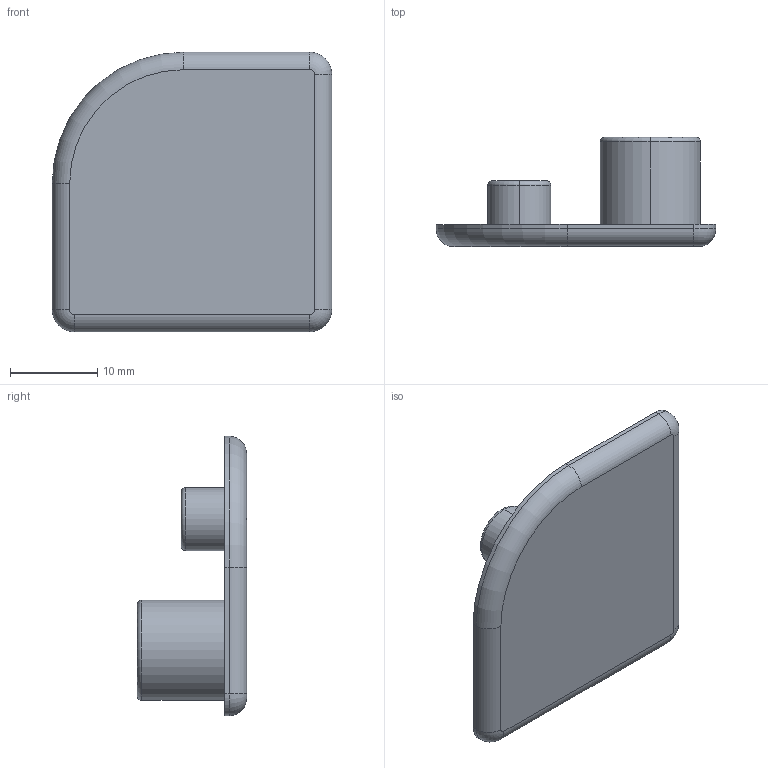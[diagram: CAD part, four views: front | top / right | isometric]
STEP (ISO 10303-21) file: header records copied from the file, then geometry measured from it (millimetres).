
FILE_DESCRIPTION (( 'STEP AP203' ), '1' );
FILE_NAME ('084.201.010.STEP', '2013-01-24T13:18:45', ( 'Alusic' ), ( 'Alusic' ), 'SwSTEP 2.0', 'SolidWorks 2011', '' );
FILE_SCHEMA (( 'CONFIG_CONTROL_DESIGN' ));
Length unit declared in the file: millimetre
Products named in the file (1): 084.201.010
Bounding box: 32 x 12.5 x 32 mm (x, y, z)
Volume: 2728.3 mm3; surface area: 2987 mm2
Topology: 1 solids, 1 shells, 34 faces, 72 edges, 44 vertices
Faces by surface type: cylinder 16, plane 10, torus 8
Entity records: 1001 total; most frequent: DIRECTION 186, CARTESIAN_POINT 151, ORIENTED_EDGE 144, AXIS2_PLACEMENT_3D 79, EDGE_CURVE 72, VERTEX_POINT 44, CIRCLE 44, EDGE_LOOP 38
